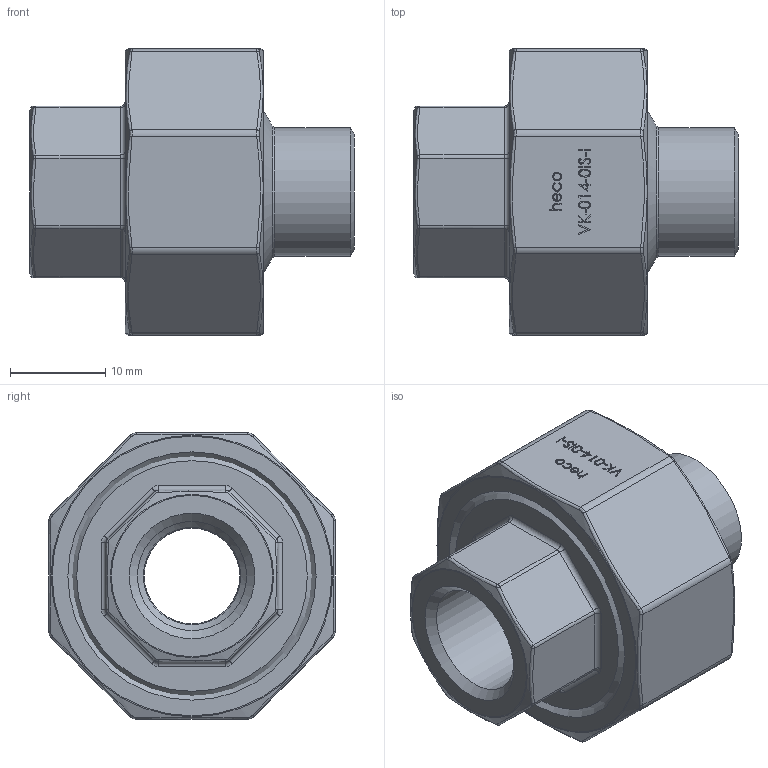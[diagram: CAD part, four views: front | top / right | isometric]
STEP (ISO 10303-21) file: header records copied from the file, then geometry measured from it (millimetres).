
FILE_DESCRIPTION (( 'STEP AP214' ), '1' );
FILE_NAME ('VK-014-0IS-I Verschraubung konisch 2201.STEP', '2022-02-01T10:42:28', ( '' ), ( '' ), 'SwSTEP 2.0', 'SolidWorks 2019', '' );
FILE_SCHEMA (( 'AUTOMOTIVE_DESIGN' ));
Length unit declared in the file: millimetre
Products named in the file (1): VK-014-0IS-I Verschraubung konisch 2201
Bounding box: 34 x 30 x 30 mm (x, y, z)
Volume: 11005.9 mm3; surface area: 8071.5 mm2
Topology: 3 solids, 3 shells, 314 faces, 759 edges, 478 vertices
Faces by surface type: plane 121, bspline 116, cylinder 34, torus 30, cone 13
Full cylindrical faces by diameter (mm): 10 x1, 11.445 x1, 13.5 x2, 14 x1, 21 x1, 21.3 x1, 24 x1, 24.38 x1, 26 x1
Entity records: 16624 total; most frequent: CARTESIAN_POINT 6817, ORIENTED_EDGE 1398, DIRECTION 1000, EDGE_CURVE 699, VERTEX_POINT 463, EDGE_LOOP 392, FACE_OUTER_BOUND 346, AXIS2_PLACEMENT_3D 334
